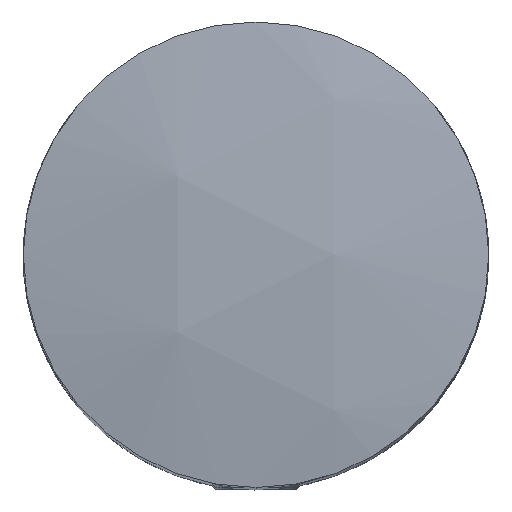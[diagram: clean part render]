
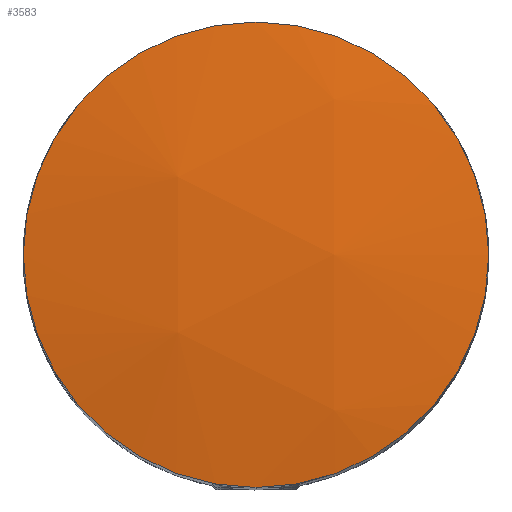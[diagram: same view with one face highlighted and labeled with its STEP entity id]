
A CAD part, top view. The second image highlights one B-rep face of the part: STEP entity #3583.
In plain terms, the highlighted spherical face has radius 60.451 mm.
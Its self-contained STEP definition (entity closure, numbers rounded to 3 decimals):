
#533 = VERTEX_POINT ( 'NONE', #10386 ) ;
#1034 = DIRECTION ( 'NONE',  ( 0., -1., 0. ) ) ;
#1319 = FACE_OUTER_BOUND ( 'NONE', #10682, .T. ) ;
#2026 = DIRECTION ( 'NONE',  ( 0., 1., 0. ) ) ;
#3099 = CARTESIAN_POINT ( 'NONE',  ( 0., 0., -28.451 ) ) ;
#3583 = ADVANCED_FACE ( 'NONE', ( #1319 ), #12533, .T. ) ;
#3628 = CIRCLE ( 'NONE', #12557, 10.95 ) ;
#5326 = DIRECTION ( 'NONE',  ( -1., 0., 0. ) ) ;
#5509 = CARTESIAN_POINT ( 'NONE',  ( 0., 0., 31. ) ) ;
#6421 = ORIENTED_EDGE ( 'NONE', *, *, #14282, .T. ) ;
#6471 = AXIS2_PLACEMENT_3D ( 'NONE', #3099, #5326, #2026 ) ;
#7635 = DIRECTION ( 'NONE',  ( 0., 0., 1. ) ) ;
#10386 = CARTESIAN_POINT ( 'NONE',  ( 0., -10.95, 31. ) ) ;
#10682 = EDGE_LOOP ( 'NONE', ( #6421 ) ) ;
#12533 = SPHERICAL_SURFACE ( 'NONE', #6471, 60.451 ) ;
#12557 = AXIS2_PLACEMENT_3D ( 'NONE', #5509, #7635, #1034 ) ;
#14282 = EDGE_CURVE ( 'NONE', #533, #533, #3628, .T. ) ;
